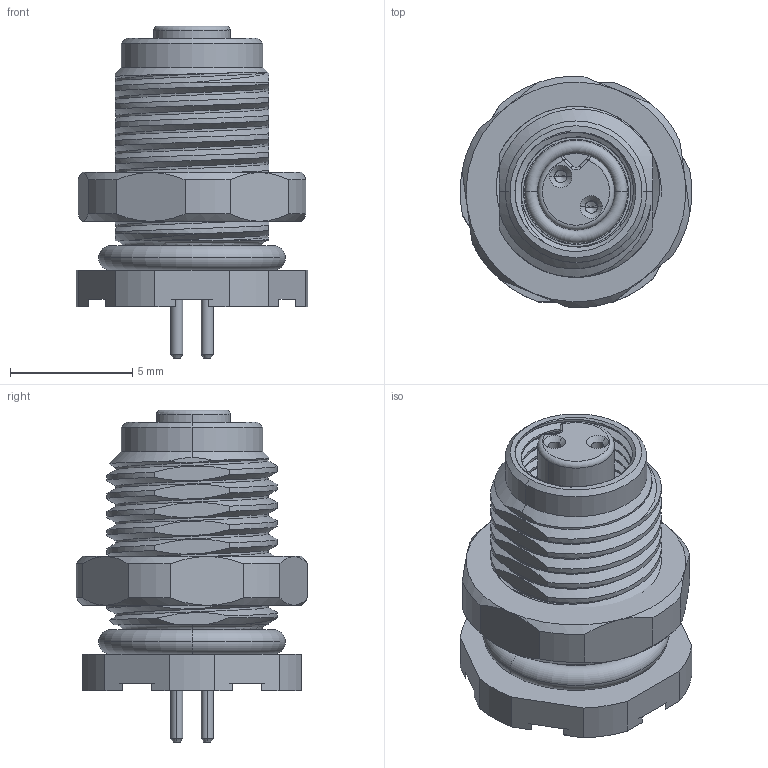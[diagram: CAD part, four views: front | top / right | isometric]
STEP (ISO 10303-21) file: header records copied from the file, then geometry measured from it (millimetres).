
FILE_DESCRIPTION((''),'2;1');
FILE_NAME('HOUSING-FEMALE-4P-000A14_2','2025-08-24T',('gongcheng16'),(''),'PRO/ENGINEER BY PARAMETRIC TECHNOLOGY CORPORATION, 2010280','PRO/ENGINEER BY PARAMETRIC TECHNOLOGY CORPORATION, 2010280','');
FILE_SCHEMA(('CONFIG_CONTROL_DESIGN'));
Products named in the file (1): HOUSING-FEMALE-4P-000A14_2
Bounding box: 9.48 x 9.48 x 13.6 mm (x, y, z)
Volume: 52.5 mm3; surface area: 4861.9 mm2
Topology: 1 solids, 50 shells, 1041 faces, 2969 edges, 1957 vertices
Faces by surface type: plane 362, cylinder 354, cone 201, bspline 82, torus 42
Entity records: 64311 total; most frequent: CARTESIAN_POINT 39065, ORIENTED_EDGE 5462, DIRECTION 4671, EDGE_CURVE 2965, VERTEX_POINT 1957, AXIS2_PLACEMENT_3D 1819, EDGE_LOOP 1100, B_SPLINE_CURVE_WITH_KNOTS 1073
